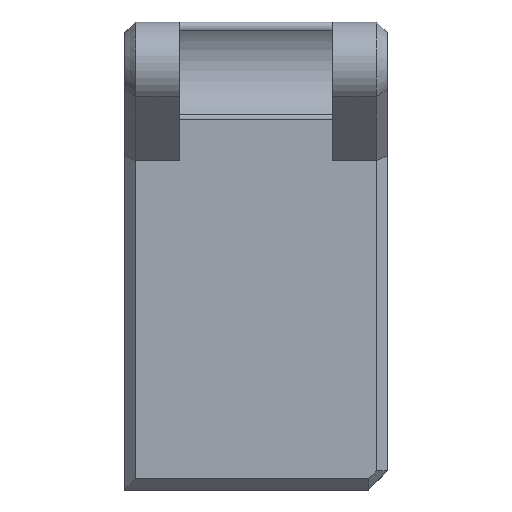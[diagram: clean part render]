
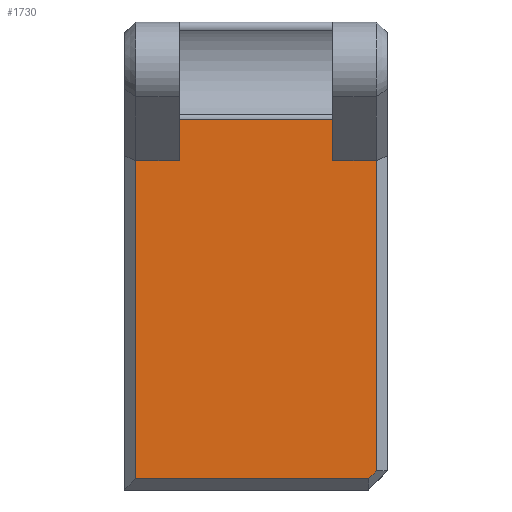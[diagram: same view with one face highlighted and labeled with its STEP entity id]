
A CAD part, left-side view. The second image highlights one B-rep face of the part: STEP entity #1730.
In plain terms, the highlighted planar face has unit normal (-1, 0, 0).
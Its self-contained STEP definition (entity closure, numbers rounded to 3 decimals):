
#213=FACE_OUTER_BOUND('',#312,.T.);
#312=EDGE_LOOP('',(#1423,#1424,#1425,#1426,#1427,#1428,#1429,#1430,#1431));
#441=LINE('',#2730,#621);
#443=LINE('',#2733,#623);
#444=LINE('',#2735,#624);
#445=LINE('',#2738,#625);
#447=LINE('',#2742,#627);
#485=LINE('',#2828,#665);
#486=LINE('',#2830,#666);
#487=LINE('',#2832,#667);
#488=LINE('',#2833,#668);
#621=VECTOR('',#2189,1.);
#623=VECTOR('',#2193,1.);
#624=VECTOR('',#2196,1.);
#625=VECTOR('',#2199,1.);
#627=VECTOR('',#2203,1.);
#665=VECTOR('',#2289,1.);
#666=VECTOR('',#2290,10.);
#667=VECTOR('',#2291,10.);
#668=VECTOR('',#2292,1.);
#781=VERTEX_POINT('',#2632);
#783=VERTEX_POINT('',#2638);
#814=VERTEX_POINT('',#2727);
#815=VERTEX_POINT('',#2729);
#816=VERTEX_POINT('',#2737);
#817=VERTEX_POINT('',#2741);
#841=VERTEX_POINT('',#2827);
#842=VERTEX_POINT('',#2829);
#843=VERTEX_POINT('',#2831);
#1007=EDGE_CURVE('',#814,#815,#441,.T.);
#1009=EDGE_CURVE('',#815,#781,#443,.T.);
#1010=EDGE_CURVE('',#781,#783,#444,.T.);
#1011=EDGE_CURVE('',#816,#783,#445,.T.);
#1013=EDGE_CURVE('',#816,#817,#447,.T.);
#1057=EDGE_CURVE('',#841,#814,#485,.T.);
#1058=EDGE_CURVE('',#841,#842,#486,.F.);
#1059=EDGE_CURVE('',#843,#842,#487,.T.);
#1060=EDGE_CURVE('',#843,#817,#488,.T.);
#1423=ORIENTED_EDGE('',*,*,#1057,.F.);
#1424=ORIENTED_EDGE('',*,*,#1058,.T.);
#1425=ORIENTED_EDGE('',*,*,#1059,.F.);
#1426=ORIENTED_EDGE('',*,*,#1060,.T.);
#1427=ORIENTED_EDGE('',*,*,#1013,.F.);
#1428=ORIENTED_EDGE('',*,*,#1011,.T.);
#1429=ORIENTED_EDGE('',*,*,#1010,.F.);
#1430=ORIENTED_EDGE('',*,*,#1009,.F.);
#1431=ORIENTED_EDGE('',*,*,#1007,.F.);
#1647=PLANE('',#1888);
#1730=ADVANCED_FACE('',(#213),#1647,.T.);
#1888=AXIS2_PLACEMENT_3D('',#2826,#2287,#2288);
#2189=DIRECTION('',(0.,-1.,0.));
#2193=DIRECTION('',(0.,0.,1.));
#2196=DIRECTION('',(0.,-1.,0.));
#2199=DIRECTION('',(0.,0.,1.));
#2203=DIRECTION('',(0.,-1.,0.));
#2287=DIRECTION('center_axis',(-1.,0.,0.));
#2288=DIRECTION('ref_axis',(0.,1.,0.));
#2289=DIRECTION('',(0.,0.,1.));
#2290=DIRECTION('',(0.,1.,0.));
#2291=DIRECTION('',(0.,0.707,-0.707));
#2292=DIRECTION('',(0.,0.,1.));
#2632=CARTESIAN_POINT('',(-56.,-19.,24.127));
#2638=CARTESIAN_POINT('',(-56.,-33.,24.127));
#2727=CARTESIAN_POINT('',(-56.,-15.,20.343));
#2729=CARTESIAN_POINT('',(-56.,-19.,20.343));
#2730=CARTESIAN_POINT('',(-56.,-14.,20.343));
#2733=CARTESIAN_POINT('',(-56.,-19.,8.586));
#2735=CARTESIAN_POINT('',(-56.,-19.,24.127));
#2737=CARTESIAN_POINT('',(-56.,-33.,20.343));
#2738=CARTESIAN_POINT('',(-56.,-33.,8.586));
#2741=CARTESIAN_POINT('',(-56.,-37.,20.343));
#2742=CARTESIAN_POINT('',(-56.,-23.5,20.343));
#2826=CARTESIAN_POINT('Origin',(-56.,-14.,-9.));
#2827=CARTESIAN_POINT('',(-56.,-15.,-8.707));
#2828=CARTESIAN_POINT('',(-56.,-15.,-9.));
#2829=CARTESIAN_POINT('',(-56.,-36.293,-8.707));
#2830=CARTESIAN_POINT('',(-56.,-14.,-8.707));
#2831=CARTESIAN_POINT('',(-56.,-37.,-8.));
#2832=CARTESIAN_POINT('',(-56.,-31.25,-13.75));
#2833=CARTESIAN_POINT('',(-56.,-37.,-9.));
